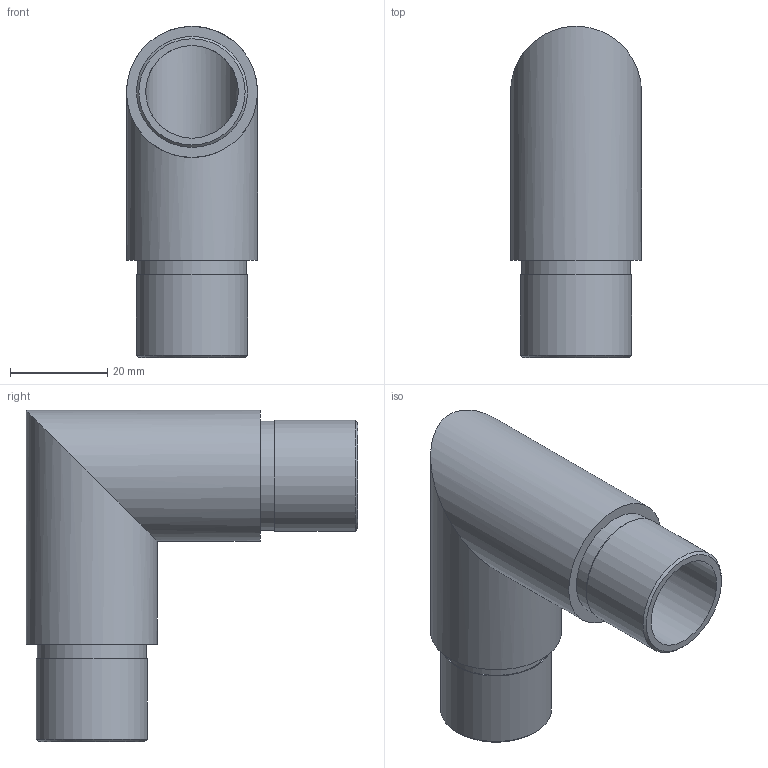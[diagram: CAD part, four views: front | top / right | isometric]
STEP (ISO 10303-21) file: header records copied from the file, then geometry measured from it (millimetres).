
FILE_DESCRIPTION (( 'STEP AP203' ), '1' );
FILE_NAME ('56174-320-V4A.step', '2020-02-24T13:01:58', ( '' ), ( '' ), 'SwSTEP 2.0', 'SolidWorks 2015', '' );
FILE_SCHEMA (( 'CONFIG_CONTROL_DESIGN' ));
Length unit declared in the file: millimetre
Products named in the file (2): 56174-320-V4A
Bounding box: 26.9 x 68 x 68 mm (x, y, z)
Volume: 24566.2 mm3; surface area: 15799.9 mm2
Topology: 1 solids, 1 shells, 275 faces, 721 edges, 481 vertices
Faces by surface type: plane 142, bspline 94, cylinder 37, cone 2
Full cylindrical faces by diameter (mm): 19 x2, 22.4 x2, 22.8 x2, 26.9 x2
Entity records: 12138 total; most frequent: CARTESIAN_POINT 5956, ORIENTED_EDGE 1412, DIRECTION 944, EDGE_CURVE 706, VERTEX_POINT 476, LINE 350, VECTOR 350, EDGE_LOOP 320
